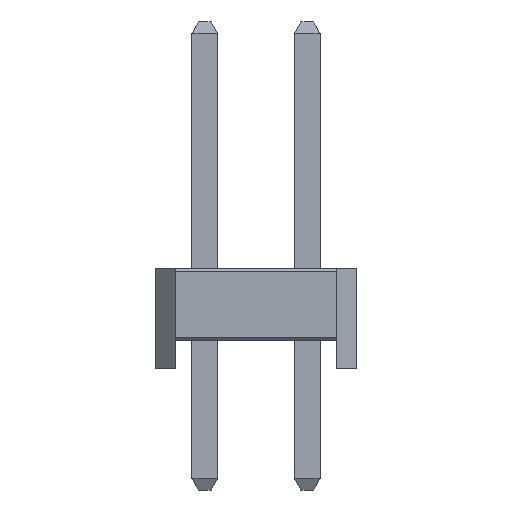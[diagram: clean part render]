
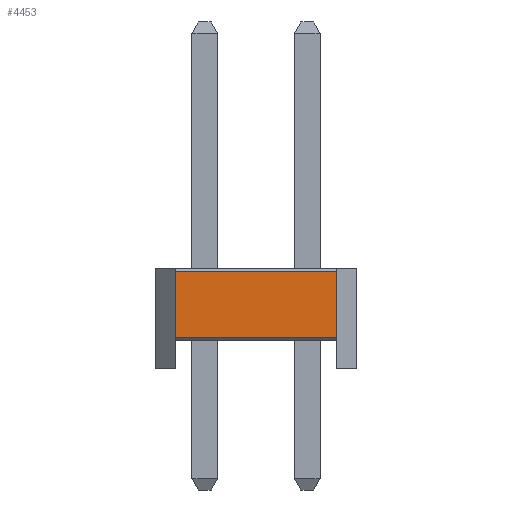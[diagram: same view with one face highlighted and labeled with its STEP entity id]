
A CAD part, left-side view. The second image highlights one B-rep face of the part: STEP entity #4453.
In plain terms, the highlighted planar face has unit normal (-1, 0, 0).
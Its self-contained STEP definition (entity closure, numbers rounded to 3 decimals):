
#4453=ADVANCED_FACE('',(#7129),#7131,.T.);
#7129=FACE_BOUND('',#7130,.T.);
#7130=EDGE_LOOP('',(#8922,#8923,#8924,#8925));
#7131=PLANE('',#7132);
#7132=AXIS2_PLACEMENT_3D('',#7133,#7134,#7135);
#7133=CARTESIAN_POINT('',(-1.27,3.27,0.));
#7134=DIRECTION('',(-1.,0.,0.));
#7135=DIRECTION('',(0.,-1.,0.));
#8922=ORIENTED_EDGE('',*,*,#9810,.T.);
#8923=ORIENTED_EDGE('',*,*,#9827,.T.);
#8924=ORIENTED_EDGE('',*,*,#9823,.T.);
#8925=ORIENTED_EDGE('',*,*,#9826,.F.);
#9810=EDGE_CURVE('',#11158,#11160,#11162,.F.);
#9823=EDGE_CURVE('',#11180,#11178,#11181,.F.);
#9826=EDGE_CURVE('',#11158,#11178,#11184,.T.);
#9827=EDGE_CURVE('',#11160,#11180,#11185,.T.);
#11158=VERTEX_POINT('',#14184);
#11160=VERTEX_POINT('',#14188);
#11162=LINE('',#14192,#14193);
#11178=VERTEX_POINT('',#14232);
#11180=VERTEX_POINT('',#14236);
#11181=LINE('',#14237,#14238);
#11184=LINE('',#14246,#14247);
#11185=LINE('',#14249,#14250);
#14184=CARTESIAN_POINT('',(-1.27,3.27,0.785));
#14188=CARTESIAN_POINT('',(-1.27,-0.73,0.785));
#14192=CARTESIAN_POINT('',(-1.27,-0.73,0.785));
#14193=VECTOR('',#14194,1.);
#14194=DIRECTION('',(0.,1.,0.));
#14232=CARTESIAN_POINT('',(-1.27,3.27,2.415));
#14236=CARTESIAN_POINT('',(-1.27,-0.73,2.415));
#14237=CARTESIAN_POINT('',(-1.27,3.27,2.415));
#14238=VECTOR('',#14239,1.);
#14239=DIRECTION('',(0.,-1.,0.));
#14246=CARTESIAN_POINT('',(-1.27,3.27,0.785));
#14247=VECTOR('',#14248,1.);
#14248=DIRECTION('',(0.,0.,1.));
#14249=CARTESIAN_POINT('',(-1.27,-0.73,0.785));
#14250=VECTOR('',#14251,1.);
#14251=DIRECTION('',(0.,0.,1.));
